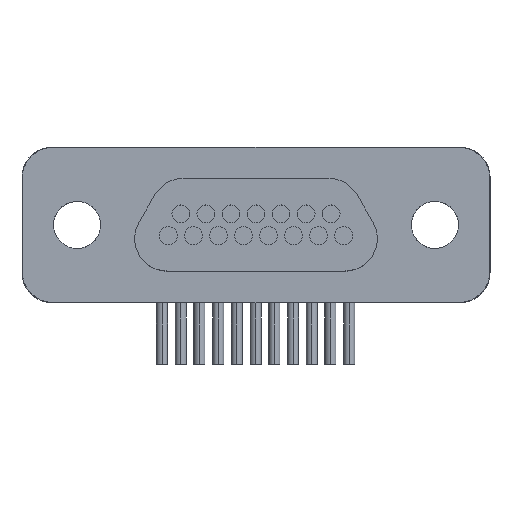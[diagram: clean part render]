
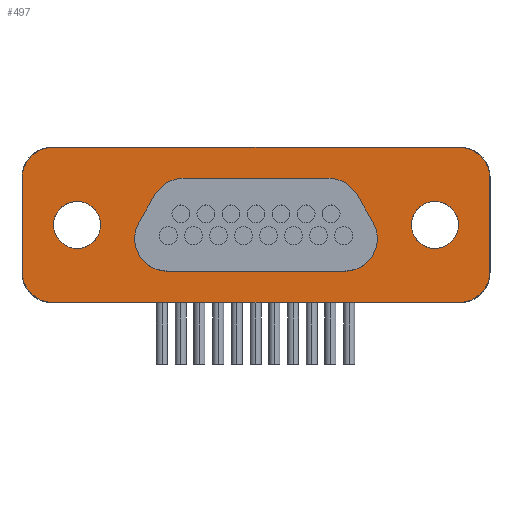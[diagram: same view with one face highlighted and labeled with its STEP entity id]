
A CAD part, top view. The second image highlights one B-rep face of the part: STEP entity #497.
In plain terms, the highlighted planar face has unit normal (0, 0, 1).
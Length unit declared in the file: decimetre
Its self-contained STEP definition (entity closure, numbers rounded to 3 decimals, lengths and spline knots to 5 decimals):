
#497=ADVANCED_FACE('NONE',(#1333,#1334,#1335,#1336),#1337,.T.);
#1333=FACE_OUTER_BOUND('',#2542,.T.);
#1334=FACE_BOUND('',#2543,.T.);
#1335=FACE_BOUND('',#2544,.T.);
#1336=FACE_BOUND('',#2545,.T.);
#1337=PLANE('',#2546);
#2542=EDGE_LOOP('',(#9657,#9658,#9659,#9660,#9661,#9662,#9663,#9664));
#2543=EDGE_LOOP('',(#9665,#9666));
#2544=EDGE_LOOP('',(#9667,#9668));
#2545=EDGE_LOOP('',(#9669,#9670,#9671,#9672,#9673,#9674,#9675,#9676,#9677,#9678));
#2546=AXIS2_PLACEMENT_3D('',#9679,#9680,#9681);
#9657=ORIENTED_EDGE('',*,*,#12677,.T.);
#9658=ORIENTED_EDGE('',*,*,#12706,.T.);
#9659=ORIENTED_EDGE('',*,*,#12702,.T.);
#9660=ORIENTED_EDGE('',*,*,#12698,.T.);
#9661=ORIENTED_EDGE('',*,*,#12694,.T.);
#9662=ORIENTED_EDGE('',*,*,#12690,.T.);
#9663=ORIENTED_EDGE('',*,*,#12686,.T.);
#9664=ORIENTED_EDGE('',*,*,#12682,.T.);
#9665=ORIENTED_EDGE('',*,*,#12709,.F.);
#9666=ORIENTED_EDGE('',*,*,#12509,.F.);
#9667=ORIENTED_EDGE('',*,*,#12710,.F.);
#9668=ORIENTED_EDGE('',*,*,#12515,.F.);
#9669=ORIENTED_EDGE('',*,*,#12521,.T.);
#9670=ORIENTED_EDGE('',*,*,#12711,.T.);
#9671=ORIENTED_EDGE('',*,*,#12712,.T.);
#9672=ORIENTED_EDGE('',*,*,#12713,.T.);
#9673=ORIENTED_EDGE('',*,*,#12714,.T.);
#9674=ORIENTED_EDGE('',*,*,#12715,.T.);
#9675=ORIENTED_EDGE('',*,*,#12716,.T.);
#9676=ORIENTED_EDGE('',*,*,#12353,.T.);
#9677=ORIENTED_EDGE('',*,*,#12717,.T.);
#9678=ORIENTED_EDGE('',*,*,#12718,.T.);
#9679=CARTESIAN_POINT('',(-10.305,2.365,0.0));
#9680=DIRECTION('',(0.0,0.0,1.0));
#9681=DIRECTION('',(1.0,-0.0,0.0));
#12353=EDGE_CURVE('NONE',#13690,#13687,#13691,.T.);
#12509=EDGE_CURVE('NONE',#13969,#13971,#13972,.T.);
#12515=EDGE_CURVE('NONE',#13980,#13982,#13983,.T.);
#12521=EDGE_CURVE('NONE',#13993,#13991,#13994,.T.);
#12677=EDGE_CURVE('NONE',#14299,#14300,#14301,.T.);
#12682=EDGE_CURVE('NONE',#14308,#14299,#14309,.T.);
#12686=EDGE_CURVE('NONE',#14314,#14308,#14315,.T.);
#12690=EDGE_CURVE('NONE',#14320,#14314,#14321,.T.);
#12694=EDGE_CURVE('NONE',#14326,#14320,#14327,.T.);
#12698=EDGE_CURVE('NONE',#14332,#14326,#14333,.T.);
#12702=EDGE_CURVE('NONE',#14338,#14332,#14339,.T.);
#12706=EDGE_CURVE('NONE',#14300,#14338,#14344,.T.);
#12709=EDGE_CURVE('NONE',#13971,#13969,#14347,.T.);
#12710=EDGE_CURVE('NONE',#13982,#13980,#14348,.T.);
#12711=EDGE_CURVE('NONE',#13991,#14349,#14350,.T.);
#12712=EDGE_CURVE('NONE',#14349,#14351,#14352,.T.);
#12713=EDGE_CURVE('NONE',#14351,#14353,#14354,.T.);
#12714=EDGE_CURVE('NONE',#14353,#14355,#14356,.T.);
#12715=EDGE_CURVE('NONE',#14355,#14357,#14358,.T.);
#12716=EDGE_CURVE('NONE',#14357,#13690,#14359,.T.);
#12717=EDGE_CURVE('NONE',#13687,#14360,#14361,.T.);
#12718=EDGE_CURVE('NONE',#14360,#13993,#14362,.T.);
#13687=VERTEX_POINT('',#15658);
#13690=VERTEX_POINT('NONE',#15662);
#13691=CIRCLE('',#15663,1.65);
#13969=VERTEX_POINT('NONE',#16056);
#13971=VERTEX_POINT('NONE',#16059);
#13972=CIRCLE('',#16060,1.195);
#13980=VERTEX_POINT('NONE',#16069);
#13982=VERTEX_POINT('NONE',#16072);
#13983=CIRCLE('',#16073,1.195);
#13991=VERTEX_POINT('NONE',#16130);
#13993=VERTEX_POINT('NONE',#16133);
#13994=CIRCLE('',#16134,1.65);
#14299=VERTEX_POINT('NONE',#18767);
#14300=VERTEX_POINT('NONE',#18768);
#14301=CIRCLE('',#18769,1.57);
#14308=VERTEX_POINT('NONE',#18778);
#14309=LINE('',#18779,#18780);
#14314=VERTEX_POINT('NONE',#18787);
#14315=CIRCLE('',#18788,1.57);
#14320=VERTEX_POINT('NONE',#18794);
#14321=LINE('',#18795,#18796);
#14326=VERTEX_POINT('NONE',#18803);
#14327=CIRCLE('',#18804,1.57);
#14332=VERTEX_POINT('NONE',#18810);
#14333=LINE('',#18811,#18812);
#14338=VERTEX_POINT('NONE',#18819);
#14339=CIRCLE('',#18820,1.57);
#14344=LINE('',#18826,#18827);
#14347=CIRCLE('',#18831,1.195);
#14348=CIRCLE('',#18832,1.195);
#14349=VERTEX_POINT('NONE',#18833);
#14350=CIRCLE('',#18834,1.65);
#14351=VERTEX_POINT('NONE',#18835);
#14352=LINE('',#18836,#18837);
#14353=VERTEX_POINT('NONE',#18838);
#14354=CIRCLE('',#18839,1.65);
#14355=VERTEX_POINT('NONE',#18840);
#14356=LINE('',#18841,#18842);
#14357=VERTEX_POINT('NONE',#18843);
#14358=CIRCLE('',#18844,1.65);
#14359=LINE('',#18845,#18846);
#14360=VERTEX_POINT('NONE',#18847);
#14361=CIRCLE('',#18848,1.65);
#14362=LINE('',#18849,#18850);
#15658=CARTESIAN_POINT('',(6.16,-0.7,0.0));
#15662=CARTESIAN_POINT('',(5.93894,0.125,0.0));
#15663=AXIS2_PLACEMENT_3D('',#25527,#25528,#25529);
#16056=CARTESIAN_POINT('',(7.885,0.,0.0));
#16059=CARTESIAN_POINT('',(10.275,0.0,0.0));
#16060=AXIS2_PLACEMENT_3D('',#25775,#25776,#25777);
#16069=CARTESIAN_POINT('',(-10.275,0.,0.0));
#16072=CARTESIAN_POINT('',(-7.885,0.0,0.0));
#16073=AXIS2_PLACEMENT_3D('',#25786,#25787,#25788);
#16130=CARTESIAN_POINT('',(-6.16,-0.7,0.0));
#16133=CARTESIAN_POINT('',(-4.51,-2.35,0.0));
#16134=AXIS2_PLACEMENT_3D('',#25794,#25795,#25796);
#18767=CARTESIAN_POINT('',(-10.305,3.935,0.0));
#18768=CARTESIAN_POINT('',(-11.875,2.365,0.0));
#18769=AXIS2_PLACEMENT_3D('',#25917,#25918,#25919);
#18778=CARTESIAN_POINT('',(10.305,3.935,0.0));
#18779=CARTESIAN_POINT('',(-10.305,3.935,0.0));
#18780=VECTOR('',#25925,1000.0);
#18787=CARTESIAN_POINT('',(11.875,2.365,0.0));
#18788=AXIS2_PLACEMENT_3D('',#25928,#25929,#25930);
#18794=CARTESIAN_POINT('',(11.875,-2.365,0.0));
#18795=CARTESIAN_POINT('',(11.875,2.365,0.0));
#18796=VECTOR('',#25935,1000.0);
#18803=CARTESIAN_POINT('',(10.305,-3.935,0.0));
#18804=AXIS2_PLACEMENT_3D('',#25938,#25939,#25940);
#18810=CARTESIAN_POINT('',(-10.305,-3.935,0.0));
#18811=CARTESIAN_POINT('',(-10.305,-3.935,0.0));
#18812=VECTOR('',#25945,1000.0);
#18819=CARTESIAN_POINT('',(-11.875,-2.365,0.0));
#18820=AXIS2_PLACEMENT_3D('',#25948,#25949,#25950);
#18826=CARTESIAN_POINT('',(-11.875,2.365,0.0));
#18827=VECTOR('',#25955,1000.0);
#18831=AXIS2_PLACEMENT_3D('',#25957,#25958,#25959);
#18832=AXIS2_PLACEMENT_3D('',#25960,#25961,#25962);
#18833=CARTESIAN_POINT('',(-5.93894,0.125,0.0));
#18834=AXIS2_PLACEMENT_3D('',#25963,#25964,#25965);
#18835=CARTESIAN_POINT('',(-5.13065,1.525,0.0));
#18836=CARTESIAN_POINT('',(-5.93894,0.125,0.0));
#18837=VECTOR('',#25966,1000.0);
#18838=CARTESIAN_POINT('',(-3.70171,2.35,0.0));
#18839=AXIS2_PLACEMENT_3D('',#25967,#25968,#25969);
#18840=CARTESIAN_POINT('',(3.70171,2.35,0.0));
#18841=CARTESIAN_POINT('',(-3.70171,2.35,0.0));
#18842=VECTOR('',#25970,1000.0);
#18843=CARTESIAN_POINT('',(5.13065,1.525,0.0));
#18844=AXIS2_PLACEMENT_3D('',#25971,#25972,#25973);
#18845=CARTESIAN_POINT('',(5.93894,0.125,0.0));
#18846=VECTOR('',#25974,1000.0);
#18847=CARTESIAN_POINT('',(4.51,-2.35,0.0));
#18848=AXIS2_PLACEMENT_3D('',#25975,#25976,#25977);
#18849=CARTESIAN_POINT('',(-4.51,-2.35,0.0));
#18850=VECTOR('',#25978,1000.0);
#25527=CARTESIAN_POINT('',(4.51,-0.7,-0.0));
#25528=DIRECTION('',(0.0,0.0,-1.0));
#25529=DIRECTION('',(-1.0,0.0,0.0));
#25775=CARTESIAN_POINT('',(9.08,0.0,0.0));
#25776=DIRECTION('',(0.0,0.0,1.0));
#25777=DIRECTION('',(-1.0,0.0,0.0));
#25786=CARTESIAN_POINT('',(-9.08,0.0,0.0));
#25787=DIRECTION('',(0.0,0.0,1.0));
#25788=DIRECTION('',(1.0,0.0,0.0));
#25794=CARTESIAN_POINT('',(-4.51,-0.7,0.0));
#25795=DIRECTION('',(0.0,0.0,-1.0));
#25796=DIRECTION('',(-1.0,0.0,0.0));
#25917=CARTESIAN_POINT('',(-10.305,2.365,0.0));
#25918=DIRECTION('',(0.0,0.0,1.0));
#25919=DIRECTION('',(1.0,0.0,0.0));
#25925=DIRECTION('',(-1.0,0.,-0.0));
#25928=CARTESIAN_POINT('',(10.305,2.365,0.0));
#25929=DIRECTION('',(0.0,0.0,1.0));
#25930=DIRECTION('',(1.0,0.0,0.0));
#25935=DIRECTION('',(-0.0,1.0,-0.0));
#25938=CARTESIAN_POINT('',(10.305,-2.365,0.0));
#25939=DIRECTION('',(0.0,0.0,1.0));
#25940=DIRECTION('',(1.0,0.0,0.0));
#25945=DIRECTION('',(1.0,0.,0.0));
#25948=CARTESIAN_POINT('',(-10.305,-2.365,0.0));
#25949=DIRECTION('',(0.0,0.0,1.0));
#25950=DIRECTION('',(1.0,0.0,0.0));
#25955=DIRECTION('',(0.,-1.0,0.0));
#25957=CARTESIAN_POINT('',(9.08,0.0,0.0));
#25958=DIRECTION('',(0.0,0.0,1.0));
#25959=DIRECTION('',(-1.0,0.0,0.0));
#25960=CARTESIAN_POINT('',(-9.08,0.0,0.0));
#25961=DIRECTION('',(0.0,0.0,1.0));
#25962=DIRECTION('',(1.0,0.0,0.0));
#25963=CARTESIAN_POINT('',(-4.51,-0.7,0.0));
#25964=DIRECTION('',(0.0,0.0,-1.0));
#25965=DIRECTION('',(-1.0,0.0,0.0));
#25966=DIRECTION('',(0.5,0.866,0.0));
#25967=CARTESIAN_POINT('',(-3.70171,0.7,0.0));
#25968=DIRECTION('',(0.0,0.0,-1.0));
#25969=DIRECTION('',(1.0,0.0,0.0));
#25970=DIRECTION('',(1.0,0.,0.0));
#25971=CARTESIAN_POINT('',(3.70171,0.7,0.0));
#25972=DIRECTION('',(0.0,0.0,-1.0));
#25973=DIRECTION('',(-1.0,0.0,0.0));
#25974=DIRECTION('',(0.5,-0.866,-0.0));
#25975=CARTESIAN_POINT('',(4.51,-0.7,-0.0));
#25976=DIRECTION('',(0.0,0.0,-1.0));
#25977=DIRECTION('',(-1.0,0.0,0.0));
#25978=DIRECTION('',(-1.0,0.,0.0));
